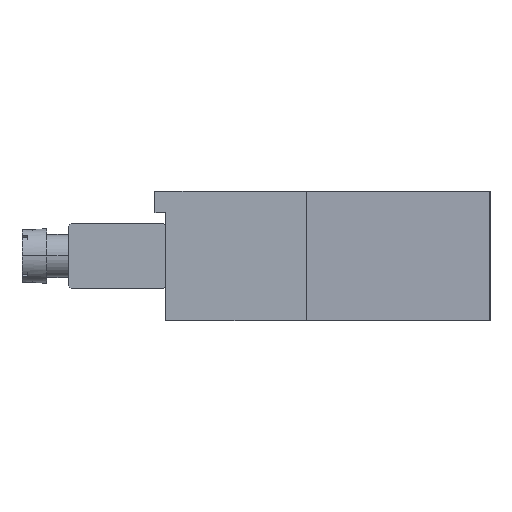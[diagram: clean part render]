
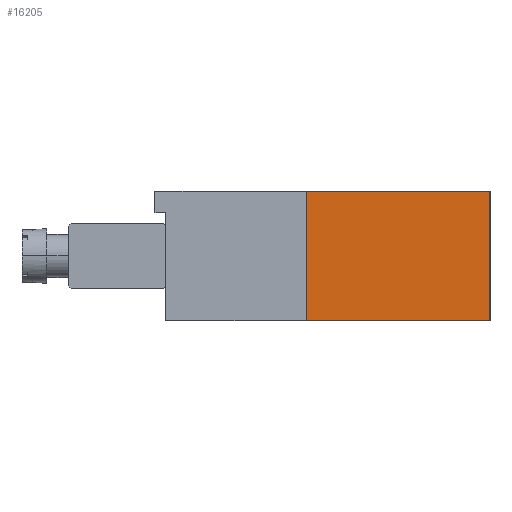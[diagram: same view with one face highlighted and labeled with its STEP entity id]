
A CAD part, left-side view. The second image highlights one B-rep face of the part: STEP entity #16205.
In plain terms, the highlighted planar face has unit normal (-0.62, -0.784, 0).
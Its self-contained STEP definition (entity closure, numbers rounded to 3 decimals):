
#3534 = CARTESIAN_POINT ( 'NONE',  ( -21.5, -30., -12. ) ) ;
#4251 = CARTESIAN_POINT ( 'NONE',  ( -43., -13., 0. ) ) ;
#6459 = LINE ( 'NONE', #9591, #13632 ) ;
#7798 = ORIENTED_EDGE ( 'NONE', *, *, #19859, .F. ) ;
#7875 = VECTOR ( 'NONE', #19954, 1000. ) ;
#8092 = ORIENTED_EDGE ( 'NONE', *, *, #9447, .F. ) ;
#8269 = ORIENTED_EDGE ( 'NONE', *, *, #20172, .T. ) ;
#8606 = ORIENTED_EDGE ( 'NONE', *, *, #19652, .T. ) ;
#9447 = EDGE_CURVE ( 'NONE', #22101, #10721, #6459, .T. ) ;
#9591 = CARTESIAN_POINT ( 'NONE',  ( -43., -13., -12. ) ) ;
#10527 = LINE ( 'NONE', #10602, #16092 ) ;
#10602 = CARTESIAN_POINT ( 'NONE',  ( -21.5, -30., -12. ) ) ;
#10721 = VERTEX_POINT ( 'NONE', #4251 ) ;
#11926 = EDGE_LOOP ( 'NONE', ( #7798, #8092, #8269, #8606 ) ) ;
#13020 = DIRECTION ( 'NONE',  ( 0., 0., 1. ) ) ;
#13519 = LINE ( 'NONE', #28523, #24934 ) ;
#13606 = PLANE ( 'NONE',  #24291 ) ;
#13632 = VECTOR ( 'NONE', #26549, 1000. ) ;
#13704 = CARTESIAN_POINT ( 'NONE',  ( -21.5, -30., -12. ) ) ;
#15318 = VERTEX_POINT ( 'NONE', #18047 ) ;
#16043 = DIRECTION ( 'NONE',  ( 0.784, -0.62, 0. ) ) ;
#16092 = VECTOR ( 'NONE', #13020, 1000. ) ;
#16205 = ADVANCED_FACE ( 'NONE', ( #24426 ), #13606, .T. ) ;
#17789 = VERTEX_POINT ( 'NONE', #18549 ) ;
#18047 = CARTESIAN_POINT ( 'NONE',  ( -21.5, -30., -12. ) ) ;
#18549 = CARTESIAN_POINT ( 'NONE',  ( -21.5, -30., 0. ) ) ;
#19652 = EDGE_CURVE ( 'NONE', #15318, #17789, #10527, .T. ) ;
#19859 = EDGE_CURVE ( 'NONE', #10721, #17789, #13519, .T. ) ;
#19954 = DIRECTION ( 'NONE',  ( 0.784, -0.62, 0. ) ) ;
#20172 = EDGE_CURVE ( 'NONE', #22101, #15318, #24943, .T. ) ;
#22101 = VERTEX_POINT ( 'NONE', #26143 ) ;
#24291 = AXIS2_PLACEMENT_3D ( 'NONE', #13704, #28493, #16043 ) ;
#24426 = FACE_OUTER_BOUND ( 'NONE', #11926, .T. ) ;
#24934 = VECTOR ( 'NONE', #26485, 1000. ) ;
#24943 = LINE ( 'NONE', #3534, #7875 ) ;
#26143 = CARTESIAN_POINT ( 'NONE',  ( -43., -13., -12. ) ) ;
#26485 = DIRECTION ( 'NONE',  ( 0.784, -0.62, 0. ) ) ;
#26549 = DIRECTION ( 'NONE',  ( 0., 0., 1. ) ) ;
#28493 = DIRECTION ( 'NONE',  ( -0.62, -0.784, 0. ) ) ;
#28523 = CARTESIAN_POINT ( 'NONE',  ( -21.5, -30., 0. ) ) ;
